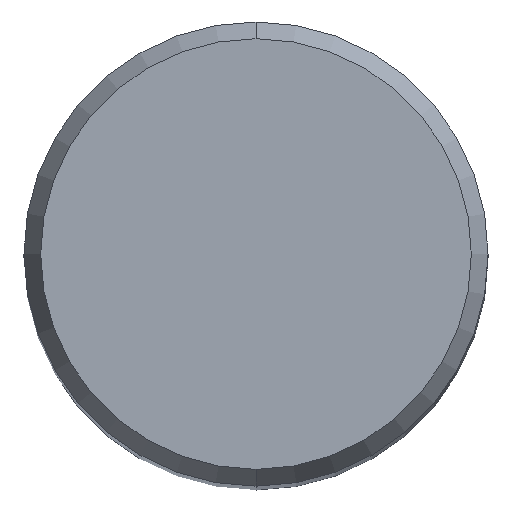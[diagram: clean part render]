
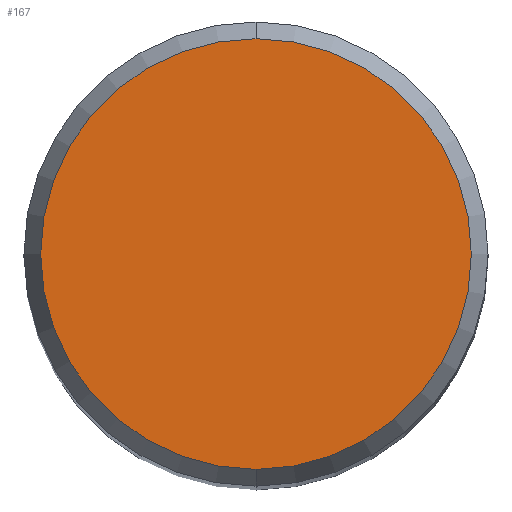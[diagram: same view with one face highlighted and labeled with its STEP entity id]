
A CAD part, top view. The second image highlights one B-rep face of the part: STEP entity #167.
In plain terms, the highlighted planar face has unit normal (0, 0, 1).
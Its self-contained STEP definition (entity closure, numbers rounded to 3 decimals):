
#83=EDGE_CURVE('',#97,#139,#213,.T.);
#97=VERTEX_POINT('',#229);
#139=VERTEX_POINT('',#278);
#167=ADVANCED_FACE('',(#309),#310,.T.);
#169=EDGE_CURVE('',#139,#97,#312,.T.);
#213=CIRCLE('',#350,5.892);
#229=CARTESIAN_POINT('',(0.,-5.892,0.));
#278=CARTESIAN_POINT('',(0.0,5.892,0.));
#309=FACE_OUTER_BOUND('',#470,.T.);
#310=PLANE('',#471);
#312=CIRCLE('',#474,5.892);
#350=AXIS2_PLACEMENT_3D('',#512,#513,#514);
#470=EDGE_LOOP('',(#639,#640));
#471=AXIS2_PLACEMENT_3D('',#641,#642,#643);
#474=AXIS2_PLACEMENT_3D('',#644,#645,#646);
#512=CARTESIAN_POINT('',(0.0,0.0,0.));
#513=DIRECTION('',(0.0,0.0,-1.0));
#514=DIRECTION('',(0.0,1.0,0.0));
#639=ORIENTED_EDGE('',*,*,#169,.F.);
#640=ORIENTED_EDGE('',*,*,#83,.F.);
#641=CARTESIAN_POINT('',(0.0,2.946,0.));
#642=DIRECTION('',(-0.0,0.0,1.0));
#643=DIRECTION('',(0.0,-1.0,0.0));
#644=CARTESIAN_POINT('',(0.0,0.0,0.));
#645=DIRECTION('',(0.0,0.0,-1.0));
#646=DIRECTION('',(0.0,1.0,0.0));
